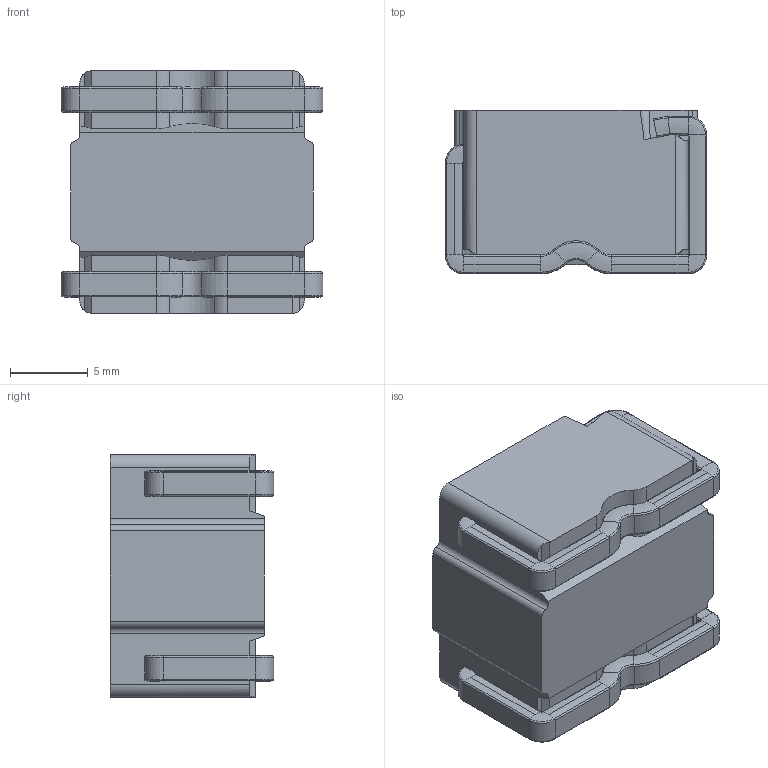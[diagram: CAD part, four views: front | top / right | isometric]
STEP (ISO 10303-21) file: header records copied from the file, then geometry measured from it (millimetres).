
FILE_DESCRIPTION (( 'STEP AP214' ), '1' );
FILE_NAME ('ETQPAM4R7JFW.STEP', '2025-03-18T01:25:41', ( '' ), ( '' ), 'SwSTEP 2.0', 'SolidWorks 2024', '' );
FILE_SCHEMA (( 'AUTOMOTIVE_DESIGN' ));
Length unit declared in the file: millimetre
Products named in the file (1): ETQPAM4R7JFW
Bounding box: 16.8 x 10.5 x 15.6 mm (x, y, z)
Volume: 2310.8 mm3; surface area: 1260.7 mm2
Topology: 1 solids, 1 shells, 276 faces, 662 edges, 360 vertices
Faces by surface type: cylinder 120, torus 84, plane 70, bspline 2
Entity records: 10897 total; most frequent: DIRECTION 1468, CARTESIAN_POINT 1459, ORIENTED_EDGE 1292, EDGE_CURVE 646, AXIS2_PLACEMENT_3D 581, VERTEX_POINT 360, LINE 306, VECTOR 306
